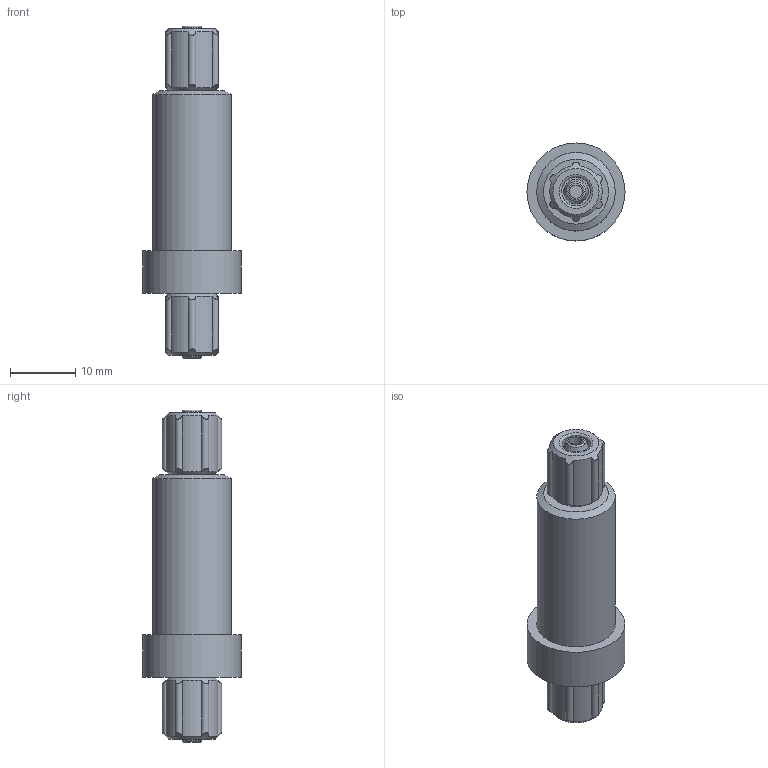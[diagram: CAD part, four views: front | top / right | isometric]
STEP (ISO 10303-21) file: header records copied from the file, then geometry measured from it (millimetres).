
FILE_DESCRIPTION(/* description */ ('STEP AP214'),/* implementation_level */ '2;1');
FILE_NAME(/* name */ '535883_VAF-PK-3',/* time_stamp */ '2024-09-16T07:14:49+02:00',/* author */ ('License CC BY-ND 4.0'),/* organization */ ('CADENAS'),/* preprocessor_version */ 'ST-DEVELOPER v19.3',/* originating_system */ 'PARTsolutions',/* authorisation */ ' ');
FILE_SCHEMA (('AUTOMOTIVE_DESIGN {1 0 10303 214 3 1 1}'));
Length unit declared in the file: millimetre
Products named in the file (1): 535883 VAF-PK-3
Bounding box: 15 x 15 x 50.8 mm (x, y, z)
Volume: 4800.6 mm3; surface area: 2427.2 mm2
Topology: 1 solids, 1 shells, 58 faces, 128 edges, 83 vertices
Faces by surface type: cylinder 32, plane 13, cone 7, torus 6
Full cylindrical faces by diameter (mm): 2 x2, 3.4 x2, 4.4 x2, 12 x1, 15 x1
Entity records: 1596 total; most frequent: CARTESIAN_POINT 385, DIRECTION 252, ORIENTED_EDGE 206, AXIS2_PLACEMENT_3D 114, EDGE_CURVE 103, EDGE_LOOP 90, FACE_BOUND 90, VERTEX_POINT 79
